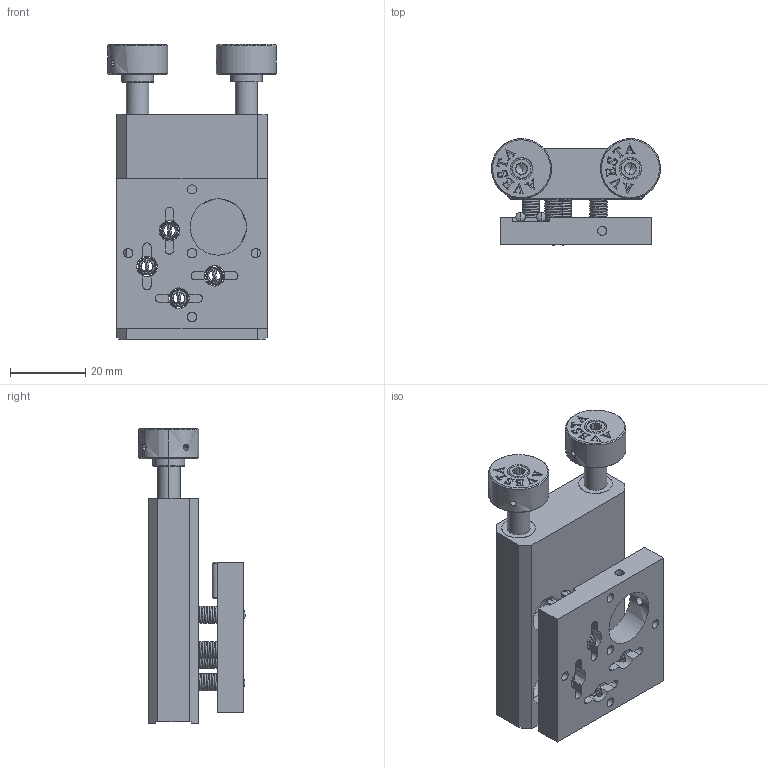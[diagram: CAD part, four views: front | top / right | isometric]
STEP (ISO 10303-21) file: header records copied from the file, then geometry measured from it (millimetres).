
FILE_DESCRIPTION(/* description */ (''),/* implementation_level */ '2;1');
FILE_NAME(/* name */ 'MMM-TRB',/* time_stamp */ '2021-08-20T14:23:47+03:00',/* author */ (''),/* organization */ (''),/* preprocessor_version */ 'ST-DEVELOPER v15',/* originating_system */ '',/* authorisation */ '');
FILE_SCHEMA (('AUTOMOTIVE_DESIGN'));
Products named in the file (10): Document; MMM-TR; MMM-TR_Substitute_1; Block 01; Block 02; Block 03; Block 04; Block 05; Block 06
Assembly tree (9 placements, depth 5):
  Document
    Document
      MMM-TR
        MMM-TR_Substitute_1
          Block 01
          Block 02
          Block 03
          Block 04
          Block 05
          Block 06
Bounding box: 44.99 x 28.33 x 78.61 mm (x, y, z)
Volume: 36654.9 mm3; surface area: 25221.4 mm2
Topology: 29 solids, 64 shells, 898 faces, 2618 edges, 1682 vertices
Faces by surface type: bspline 898
Entity records: 173234 total; most frequent: CARTESIAN_POINT 141328, B_SPLINE_CURVE_WITH_KNOTS 6128, ORIENTED_EDGE 4874, PCURVE 4874, DEFINITIONAL_REPRESENTATION 4874, SURFACE_CURVE 2568, EDGE_CURVE 2568, VERTEX_POINT 1672
